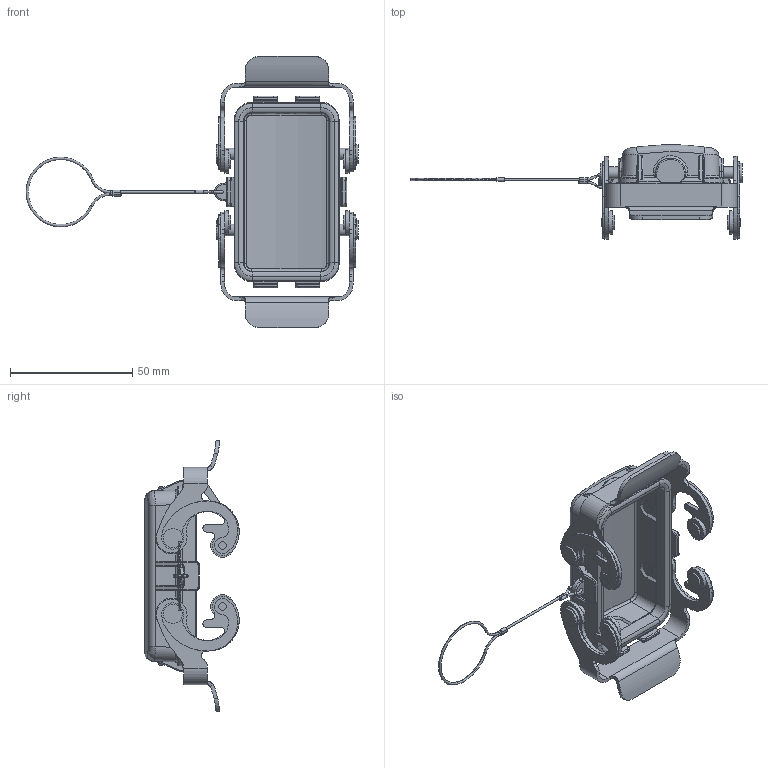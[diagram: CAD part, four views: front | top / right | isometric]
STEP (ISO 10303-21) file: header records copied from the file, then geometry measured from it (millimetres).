
FILE_DESCRIPTION(/* description */ (''),/* implementation_level */ '2;1');
FILE_NAME(/* name */ 'H10B-MCV-2L.1S.stp',/* time_stamp */ '2023-09-26T14:52:20+08:00',/* author */ (''),/* organization */ (''),/* preprocessor_version */ 'ST-DEVELOPER v16',/* originating_system */ 'SIEMENS PLM Software NX 10.0',/* authorisation */ '');
FILE_SCHEMA (('AUTOMOTIVE_DESIGN { 1 0 10303 214 3 1 1 1 }'));
Length unit declared in the file: millimetre
Products named in the file (1): Admi501CC908kmob
Bounding box: 135.69 x 38.61 x 110.86 mm (x, y, z)
Volume: 27886 mm3; surface area: 28898.9 mm2
Topology: 1 solids, 2 shells, 834 faces, 2130 edges, 1348 vertices
Faces by surface type: cylinder 412, plane 268, torus 90, bspline 60, cone 2, extrusion 2
Full cylindrical faces by diameter (mm): 1 x2, 3 x4, 3.1 x4, 3.9 x8, 4.8 x4, 4.9 x4, 6 x4, 7.8 x4, 9.6 x4
Entity records: 27970 total; most frequent: CARTESIAN_POINT 7140, DIRECTION 4442, ORIENTED_EDGE 4178, EDGE_CURVE 2089, AXIS2_PLACEMENT_3D 1746, VERTEX_POINT 1346, VECTOR 950, LINE 948
